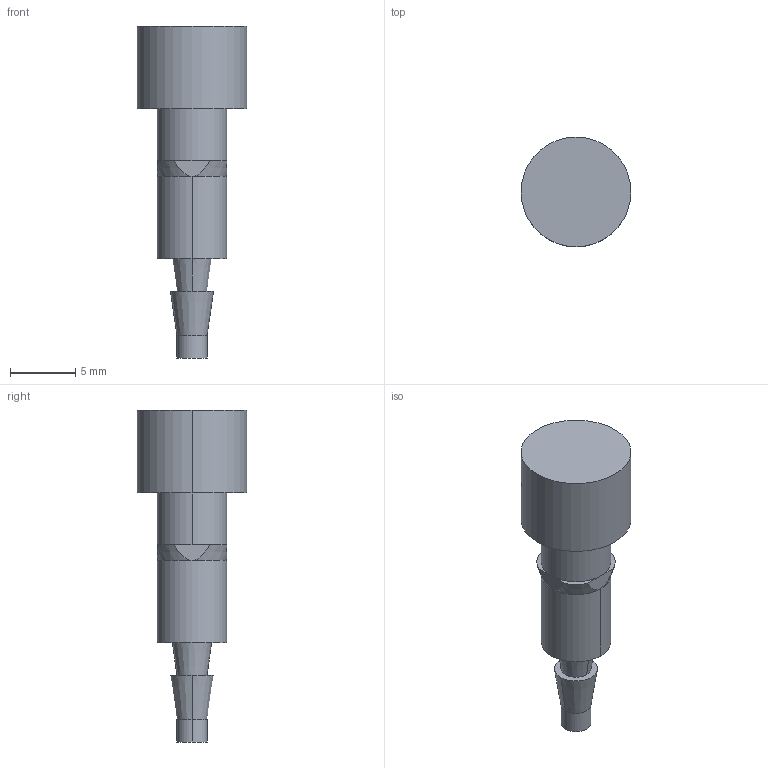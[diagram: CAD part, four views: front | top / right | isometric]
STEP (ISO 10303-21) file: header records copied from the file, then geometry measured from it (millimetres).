
FILE_DESCRIPTION(('Creo Elements/Direct Modeling STEP Export'),'2;1');
FILE_NAME('CX_3-0_PF.stp','2013-06-25T16:13:58',(''),(''),'Creo Elements/Direct Modeling STEP processor for AP214 (Solid Model)','Creo Elements/Direct Modeling 18.0B 02-Dec-2011 (C) Parametric Technology GmbH','');
FILE_SCHEMA(('AUTOMOTIVE_DESIGN { 1 0 10303 214 1 1 1 1 }'));
Length unit declared in the file: millimetre
Products named in the file (1): CORPO_CX_3-0_VC
Bounding box: 8.4 x 8.4 x 25.4 mm (x, y, z)
Volume: 649 mm3; surface area: 539.2 mm2
Topology: 1 solids, 1 shells, 29 faces, 59 edges, 35 vertices
Faces by surface type: plane 13, cylinder 8, cone 8
Entity records: 1132 total; most frequent: CARTESIAN_POINT 586, ORIENTED_EDGE 118, DIRECTION 92, EDGE_CURVE 59, AXIS2_PLACEMENT_3D 38, VERTEX_POINT 35, EDGE_LOOP 32, FACE_OUTER_BOUND 29
